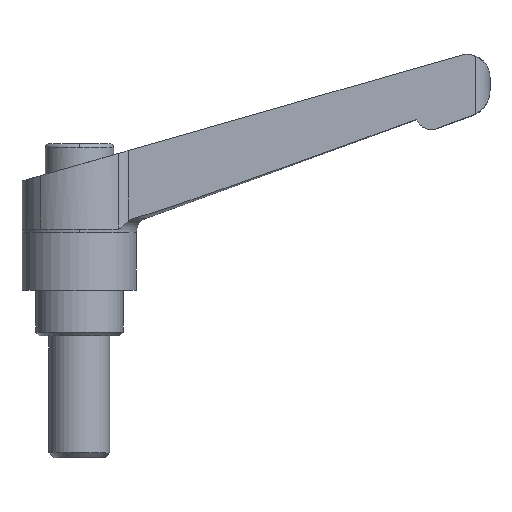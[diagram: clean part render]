
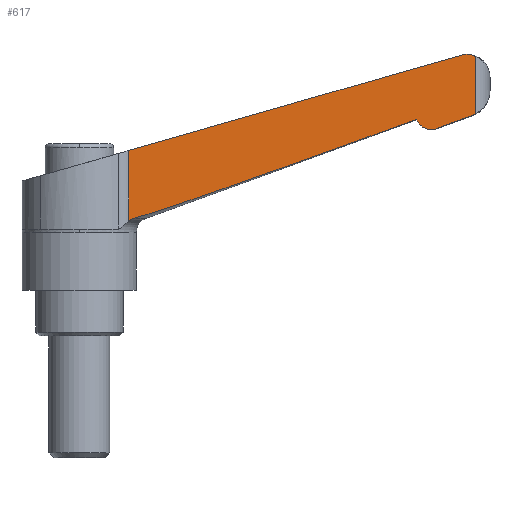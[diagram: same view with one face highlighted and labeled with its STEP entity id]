
A CAD part, top view. The second image highlights one B-rep face of the part: STEP entity #617.
In plain terms, the highlighted planar face has unit normal (0.035, 0, 0.999).
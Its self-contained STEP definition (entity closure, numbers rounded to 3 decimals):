
#297 = EDGE_CURVE( '', #305, #337, #790, .T. );
#305 = VERTEX_POINT( '', #799 );
#327 = VERTEX_POINT( '', #822 );
#337 = VERTEX_POINT( '', #833 );
#361 = VERTEX_POINT( '', #860 );
#381 = VERTEX_POINT( '', #880 );
#457 = EDGE_CURVE( '', #483, #725, #964, .T. );
#483 = VERTEX_POINT( '', #992 );
#501 = EDGE_CURVE( '', #573, #725, #1012, .T. );
#549 = EDGE_CURVE( '', #699, #327, #1064, .T. );
#565 = EDGE_CURVE( '', #381, #699, #1084, .T. );
#573 = VERTEX_POINT( '', #1092 );
#609 = EDGE_CURVE( '', #361, #381, #1131, .T. );
#617 = ADVANCED_FACE( '', ( #1140 ), #1141, .F. );
#677 = EDGE_CURVE( '', #327, #483, #1207, .T. );
#699 = VERTEX_POINT( '', #1231 );
#709 = EDGE_CURVE( '', #573, #337, #1243, .T. );
#725 = VERTEX_POINT( '', #1260 );
#727 = EDGE_CURVE( '', #305, #361, #1262, .T. );
#790 = LINE( '', #1342, #1343 );
#799 = CARTESIAN_POINT( '', ( 104.291, 58.438, 6.753 ) );
#822 = CARTESIAN_POINT( '', ( 14.599, 30.958, 9.885 ) );
#833 = CARTESIAN_POINT( '', ( 104.291, 73.487, 6.753 ) );
#860 = CARTESIAN_POINT( '', ( 103.17, 57.916, 6.792 ) );
#880 = CARTESIAN_POINT( '', ( 93.856, 54.543, 7.118 ) );
#964 = LINE( '', #1598, #1599 );
#992 = CARTESIAN_POINT( '', ( 12.916, 30.152, 9.944 ) );
#1012 = LINE( '', #1685, #1686 );
#1064 = ( B_SPLINE_CURVE( 2, ( #1793, #1794, #1795 ), .UNSPECIFIED., .F., .F. )B_SPLINE_CURVE_WITH_KNOTS( ( 3, 3 ), ( 0., 78.568 ), .UNSPECIFIED. )RATIONAL_B_SPLINE_CURVE( ( 1., 1.391, 1. ) )BOUNDED_CURVE(  )REPRESENTATION_ITEM( '' )GEOMETRIC_REPRESENTATION_ITEM(  )CURVE(  ) );
#1084 = B_SPLINE_CURVE_WITH_KNOTS( '', 3, ( #1825, #1826, #1827, #1828, #1829, #1830, #1831, #1832, #1833, #1834, #1835, #1836, #1837, #1838, #1839, #1840, #1841, #1842, #1843, #1844 ), .UNSPECIFIED., .F., .F., ( 4, 2, 2, 2, 2, 2, 2, 2, 2, 4 ), ( 4.624, 5.195, 5.942, 6.689, 7.435, 8.18, 8.925, 9.666, 10.408, 10.575 ), .UNSPECIFIED. );
#1092 = CARTESIAN_POINT( '', ( 100.973, 73.985, 6.869 ) );
#1131 = ( B_SPLINE_CURVE( 2, ( #1912, #1913, #1914 ), .UNSPECIFIED., .F., .F. )B_SPLINE_CURVE_WITH_KNOTS( ( 3, 3 ), ( 0., 9.911 ), .UNSPECIFIED. )RATIONAL_B_SPLINE_CURVE( ( 1., 1.001, 1. ) )BOUNDED_CURVE(  )REPRESENTATION_ITEM( '' )GEOMETRIC_REPRESENTATION_ITEM(  )CURVE(  ) );
#1140 = FACE_OUTER_BOUND( '', #1929, .T. );
#1141 = PLANE( '', #1930 );
#1207 = B_SPLINE_CURVE_WITH_KNOTS( '', 3, ( #2067, #2068, #2069, #2070, #2071, #2072, #2073, #2074 ), .UNSPECIFIED., .F., .F., ( 4, 2, 2, 4 ), ( 7.975, 8.312, 9.233, 9.742 ), .UNSPECIFIED. );
#1231 = CARTESIAN_POINT( '', ( 88.699, 56.934, 7.298 ) );
#1243 = B_SPLINE_CURVE_WITH_KNOTS( '', 3, ( #2132, #2133, #2134, #2135, #2136, #2137, #2138, #2139, #2140, #2141, #2142, #2143, #2144, #2145, #2146, #2147, #2148, #2149 ), .UNSPECIFIED., .F., .F., ( 4, 2, 2, 2, 2, 2, 2, 2, 4 ), ( 25.151, 25.61, 26.169, 26.728, 27.288, 27.847, 28.406, 28.965, 29.191 ), .UNSPECIFIED. );
#1260 = CARTESIAN_POINT( '', ( 12.916, 48.734, 9.944 ) );
#1262 = B_SPLINE_CURVE_WITH_KNOTS( '', 3, ( #2174, #2175, #2176, #2177, #2178, #2179, #2180, #2181 ), .UNSPECIFIED., .F., .F., ( 4, 2, 2, 4 ), ( 6.899, 7.133, 7.783, 8.089 ), .UNSPECIFIED. );
#1342 = CARTESIAN_POINT( '', ( 104.291, 0., 6.753 ) );
#1343 = VECTOR( '', #2252, 1. );
#1598 = CARTESIAN_POINT( '', ( 12.916, 0., 9.944 ) );
#1599 = VECTOR( '', #2460, 1. );
#1685 = CARTESIAN_POINT( '', ( -8.298, 42.65, 10.685 ) );
#1686 = VECTOR( '', #2510, 1. );
#1793 = CARTESIAN_POINT( '', ( 88.699, 56.934, 7.298 ) );
#1794 = CARTESIAN_POINT( '', ( 26.851, 34.563, 9.457 ) );
#1795 = CARTESIAN_POINT( '', ( 14.599, 30.958, 9.885 ) );
#1825 = CARTESIAN_POINT( '', ( 93.856, 54.543, 7.118 ) );
#1826 = CARTESIAN_POINT( '', ( 93.671, 54.476, 7.124 ) );
#1827 = CARTESIAN_POINT( '', ( 93.47, 54.419, 7.131 ) );
#1828 = CARTESIAN_POINT( '', ( 93.001, 54.326, 7.147 ) );
#1829 = CARTESIAN_POINT( '', ( 92.729, 54.302, 7.157 ) );
#1830 = CARTESIAN_POINT( '', ( 92.232, 54.302, 7.174 ) );
#1831 = CARTESIAN_POINT( '', ( 91.96, 54.326, 7.184 ) );
#1832 = CARTESIAN_POINT( '', ( 91.428, 54.432, 7.202 ) );
#1833 = CARTESIAN_POINT( '', ( 91.167, 54.513, 7.211 ) );
#1834 = CARTESIAN_POINT( '', ( 90.708, 54.702, 7.228 ) );
#1835 = CARTESIAN_POINT( '', ( 90.467, 54.828, 7.236 ) );
#1836 = CARTESIAN_POINT( '', ( 90.017, 55.128, 7.252 ) );
#1837 = CARTESIAN_POINT( '', ( 89.807, 55.302, 7.259 ) );
#1838 = CARTESIAN_POINT( '', ( 89.457, 55.652, 7.271 ) );
#1839 = CARTESIAN_POINT( '', ( 89.283, 55.859, 7.277 ) );
#1840 = CARTESIAN_POINT( '', ( 88.982, 56.307, 7.288 ) );
#1841 = CARTESIAN_POINT( '', ( 88.856, 56.547, 7.292 ) );
#1842 = CARTESIAN_POINT( '', ( 88.74, 56.826, 7.296 ) );
#1843 = CARTESIAN_POINT( '', ( 88.719, 56.879, 7.297 ) );
#1844 = CARTESIAN_POINT( '', ( 88.699, 56.934, 7.298 ) );
#1912 = CARTESIAN_POINT( '', ( 103.17, 57.916, 6.792 ) );
#1913 = CARTESIAN_POINT( '', ( 98.295, 56.15, 6.963 ) );
#1914 = CARTESIAN_POINT( '', ( 93.856, 54.543, 7.118 ) );
#1929 = EDGE_LOOP( '', ( #2667, #2668, #2669, #2670, #2671, #2672, #2673, #2674, #2675 ) );
#1930 = AXIS2_PLACEMENT_3D( '', #2676, #2677, #2678 );
#2067 = CARTESIAN_POINT( '', ( 14.599, 30.958, 9.885 ) );
#2068 = CARTESIAN_POINT( '', ( 14.486, 30.925, 9.889 ) );
#2069 = CARTESIAN_POINT( '', ( 14.376, 30.889, 9.893 ) );
#2070 = CARTESIAN_POINT( '', ( 13.981, 30.747, 9.907 ) );
#2071 = CARTESIAN_POINT( '', ( 13.673, 30.61, 9.918 ) );
#2072 = CARTESIAN_POINT( '', ( 13.22, 30.354, 9.933 ) );
#2073 = CARTESIAN_POINT( '', ( 13.063, 30.256, 9.939 ) );
#2074 = CARTESIAN_POINT( '', ( 12.916, 30.152, 9.944 ) );
#2132 = CARTESIAN_POINT( '', ( 100.108, 73.805, 6.899 ) );
#2133 = CARTESIAN_POINT( '', ( 100.266, 73.85, 6.894 ) );
#2134 = CARTESIAN_POINT( '', ( 100.428, 73.89, 6.888 ) );
#2135 = CARTESIAN_POINT( '', ( 100.79, 73.962, 6.875 ) );
#2136 = CARTESIAN_POINT( '', ( 100.992, 73.991, 6.868 ) );
#2137 = CARTESIAN_POINT( '', ( 101.388, 74.029, 6.855 ) );
#2138 = CARTESIAN_POINT( '', ( 101.583, 74.038, 6.848 ) );
#2139 = CARTESIAN_POINT( '', ( 101.956, 74.038, 6.835 ) );
#2140 = CARTESIAN_POINT( '', ( 102.15, 74.029, 6.828 ) );
#2141 = CARTESIAN_POINT( '', ( 102.547, 73.991, 6.814 ) );
#2142 = CARTESIAN_POINT( '', ( 102.748, 73.962, 6.807 ) );
#2143 = CARTESIAN_POINT( '', ( 103.146, 73.883, 6.793 ) );
#2144 = CARTESIAN_POINT( '', ( 103.344, 73.833, 6.786 ) );
#2145 = CARTESIAN_POINT( '', ( 103.724, 73.717, 6.773 ) );
#2146 = CARTESIAN_POINT( '', ( 103.908, 73.65, 6.767 ) );
#2147 = CARTESIAN_POINT( '', ( 104.15, 73.551, 6.758 ) );
#2148 = CARTESIAN_POINT( '', ( 104.22, 73.52, 6.756 ) );
#2149 = CARTESIAN_POINT( '', ( 104.291, 73.487, 6.753 ) );
#2174 = CARTESIAN_POINT( '', ( 104.291, 58.438, 6.753 ) );
#2175 = CARTESIAN_POINT( '', ( 104.218, 58.396, 6.756 ) );
#2176 = CARTESIAN_POINT( '', ( 104.145, 58.355, 6.758 ) );
#2177 = CARTESIAN_POINT( '', ( 103.867, 58.208, 6.768 ) );
#2178 = CARTESIAN_POINT( '', ( 103.661, 58.112, 6.775 ) );
#2179 = CARTESIAN_POINT( '', ( 103.366, 57.99, 6.785 ) );
#2180 = CARTESIAN_POINT( '', ( 103.269, 57.952, 6.789 ) );
#2181 = CARTESIAN_POINT( '', ( 103.17, 57.916, 6.792 ) );
#2252 = DIRECTION( '', ( 0., 1., 0. ) );
#2460 = DIRECTION( '', ( 0., 1., 0. ) );
#2510 = DIRECTION( '', ( -0.961, -0.275, 0.034 ) );
#2667 = ORIENTED_EDGE( '', *, *, #501, .T. );
#2668 = ORIENTED_EDGE( '', *, *, #457, .F. );
#2669 = ORIENTED_EDGE( '', *, *, #677, .F. );
#2670 = ORIENTED_EDGE( '', *, *, #549, .F. );
#2671 = ORIENTED_EDGE( '', *, *, #565, .F. );
#2672 = ORIENTED_EDGE( '', *, *, #609, .F. );
#2673 = ORIENTED_EDGE( '', *, *, #727, .F. );
#2674 = ORIENTED_EDGE( '', *, *, #297, .T. );
#2675 = ORIENTED_EDGE( '', *, *, #709, .F. );
#2676 = CARTESIAN_POINT( '', ( 12.916, 0., 9.944 ) );
#2677 = DIRECTION( '', ( -0.035, 0., -0.999 ) );
#2678 = DIRECTION( '', ( -0.999, 0., 0.035 ) );
